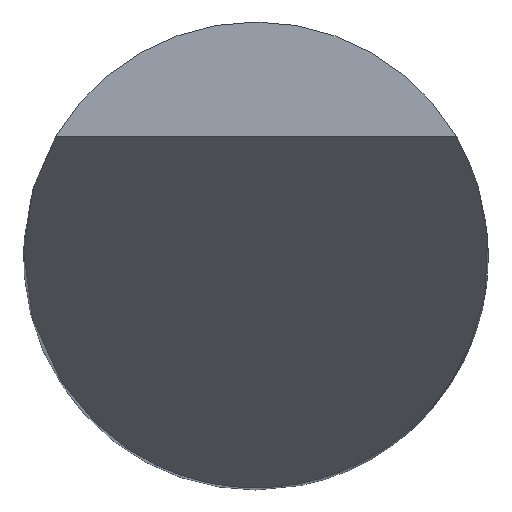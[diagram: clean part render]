
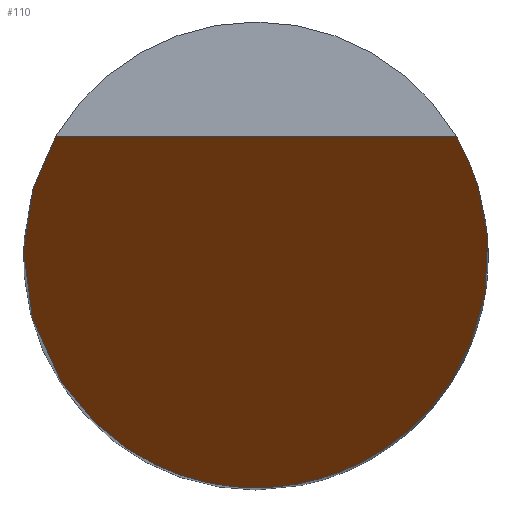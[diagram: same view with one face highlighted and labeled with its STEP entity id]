
A CAD part, top view. The second image highlights one B-rep face of the part: STEP entity #110.
In plain terms, the highlighted planar face has unit normal (0, -0.866, 0.5).
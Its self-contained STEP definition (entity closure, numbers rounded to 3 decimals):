
#54=PLANE('',#634);
#71=(
BOUNDED_CURVE()
B_SPLINE_CURVE(3,(#831,#832,#833,#834),.UNSPECIFIED.,.F.,.F.)
B_SPLINE_CURVE_WITH_KNOTS((4,4),(0.,1.),.UNSPECIFIED.)
CURVE()
GEOMETRIC_REPRESENTATION_ITEM()
RATIONAL_B_SPLINE_CURVE((1.,0.665,0.665,1.))
REPRESENTATION_ITEM('')
);
#72=(
BOUNDED_CURVE()
B_SPLINE_CURVE(3,(#889,#890,#891,#892),.UNSPECIFIED.,.F.,.F.)
B_SPLINE_CURVE_WITH_KNOTS((4,4),(0.,1.),.UNSPECIFIED.)
CURVE()
GEOMETRIC_REPRESENTATION_ITEM()
RATIONAL_B_SPLINE_CURVE((1.,0.665,0.665,1.))
REPRESENTATION_ITEM('')
);
#110=ADVANCED_FACE('',(#145),#54,.F.);
#145=FACE_OUTER_BOUND('',#177,.T.);
#177=EDGE_LOOP('',(#389,#390,#391));
#211=LINE('',#1084,#248);
#248=VECTOR('',#735,1.);
#389=ORIENTED_EDGE('',*,*,#532,.T.);
#390=ORIENTED_EDGE('',*,*,#487,.T.);
#391=ORIENTED_EDGE('',*,*,#478,.T.);
#429=VERTEX_POINT('',#830);
#430=VERTEX_POINT('',#835);
#435=VERTEX_POINT('',#893);
#478=EDGE_CURVE('',#430,#429,#71,.T.);
#487=EDGE_CURVE('',#435,#430,#72,.T.);
#532=EDGE_CURVE('',#429,#435,#211,.T.);
#634=AXIS2_PLACEMENT_3D('',#1086,#738,#739);
#735=DIRECTION('',(-1.,0.,0.));
#738=DIRECTION('',(0.,0.866,-0.5));
#739=DIRECTION('',(0.,0.5,0.866));
#830=CARTESIAN_POINT('',(1.726,1.01,1.75));
#831=CARTESIAN_POINT('',(0.,-2.,-3.464));
#832=CARTESIAN_POINT('',(1.74,-2.,-3.464));
#833=CARTESIAN_POINT('',(2.605,-0.491,-0.85));
#834=CARTESIAN_POINT('',(1.726,1.01,1.75));
#835=CARTESIAN_POINT('',(0.,-2.,-3.464));
#889=CARTESIAN_POINT('',(-1.726,1.01,1.75));
#890=CARTESIAN_POINT('',(-2.605,-0.491,-0.85));
#891=CARTESIAN_POINT('',(-1.74,-2.,-3.464));
#892=CARTESIAN_POINT('',(0.,-2.,-3.464));
#893=CARTESIAN_POINT('',(-1.726,1.01,1.75));
#1084=CARTESIAN_POINT('',(0.,1.01,1.75));
#1086=CARTESIAN_POINT('',(2.,-2.,-3.464));
